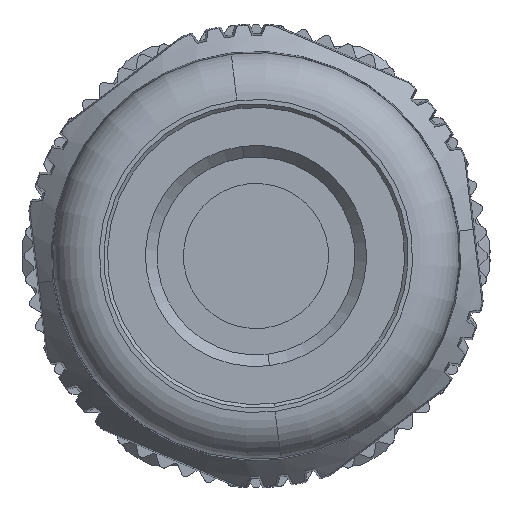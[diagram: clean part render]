
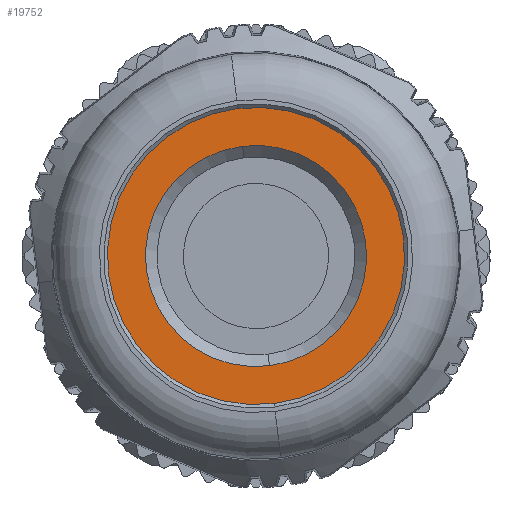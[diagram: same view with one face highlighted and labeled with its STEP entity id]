
A CAD part, front view. The second image highlights one B-rep face of the part: STEP entity #19752.
In plain terms, the highlighted planar face has unit normal (0, -1, 0).
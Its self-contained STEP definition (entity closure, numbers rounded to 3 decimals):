
#7542=CARTESIAN_POINT('',(0.,-50.994,0.));
#7543=DIRECTION('',(0.,1.,0.));
#7544=DIRECTION('',(0.122,0.,-0.993));
#7545=AXIS2_PLACEMENT_3D('',#7542,#7543,#7544);
#7547=CARTESIAN_POINT('',(0.,-50.994,
0.));
#7548=DIRECTION('',(0.,1.,0.));
#7549=DIRECTION('',(-0.122,0.,0.993));
#7550=AXIS2_PLACEMENT_3D('',#7547,#7548,#7549);
#7552=CARTESIAN_POINT('',(0.,-50.994,0.));
#7553=DIRECTION('',(0.,-1.,0.));
#7554=DIRECTION('',(-0.122,0.,0.993));
#7555=AXIS2_PLACEMENT_3D('',#7552,#7553,#7554);
#7557=CARTESIAN_POINT('',(0.,-50.994,0.));
#7558=DIRECTION('',(0.,-1.,0.));
#7559=DIRECTION('',(0.122,0.,-0.993));
#7560=AXIS2_PLACEMENT_3D('',#7557,#7558,#7559);
#11877=CARTESIAN_POINT('',(-0.774,-50.994,
6.303));
#11878=VERTEX_POINT('',#11877);
#11879=CARTESIAN_POINT('',(0.774,-50.994,
-6.303));
#11880=VERTEX_POINT('',#11879);
#11881=CARTESIAN_POINT('',(-0.576,-50.994,
4.69));
#11882=CARTESIAN_POINT('',(0.576,-50.994,
-4.69));
#11883=VERTEX_POINT('',#11881);
#11884=VERTEX_POINT('',#11882);
#19737=CARTESIAN_POINT('',(0.,-50.994,0.));
#19738=DIRECTION('',(0.,-1.,0.));
#19739=DIRECTION('',(0.122,0.,-0.993));
#19740=AXIS2_PLACEMENT_3D('',#19737,#19738,#19739);
#19741=PLANE('',#19740);
#19742=ORIENTED_EDGE('',*,*,#19717,.T.);
#19743=ORIENTED_EDGE('',*,*,#19731,.T.);
#19744=EDGE_LOOP('',(#19742,#19743));
#19745=FACE_OUTER_BOUND('',#19744,.F.);
#19747=ORIENTED_EDGE('',*,*,#19746,.T.);
#19749=ORIENTED_EDGE('',*,*,#19748,.T.);
#19750=EDGE_LOOP('',(#19747,#19749));
#19751=FACE_BOUND('',#19750,.F.);
#19752=ADVANCED_FACE('',(#19745,#19751),#19741,.T.);
#7546=CIRCLE('',#7545,6.35);
#7551=CIRCLE('',#7550,6.35);
#7556=CIRCLE('',#7555,4.725);
#7561=CIRCLE('',#7560,4.725);
#19717=EDGE_CURVE('',#11880,#11878,#7546,.T.);
#19731=EDGE_CURVE('',#11878,#11880,#7551,.T.);
#19746=EDGE_CURVE('',#11883,#11884,#7556,.T.);
#19748=EDGE_CURVE('',#11884,#11883,#7561,.T.);
